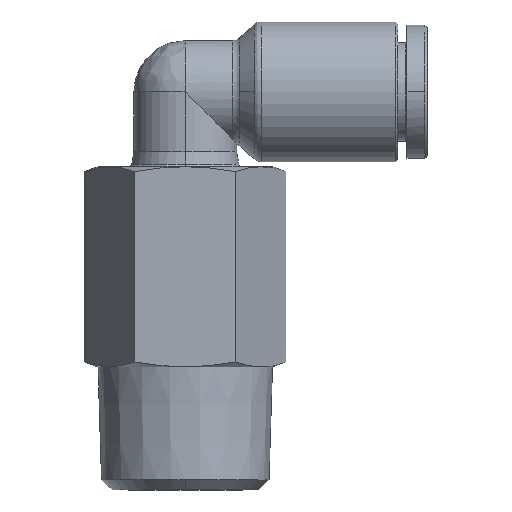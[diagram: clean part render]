
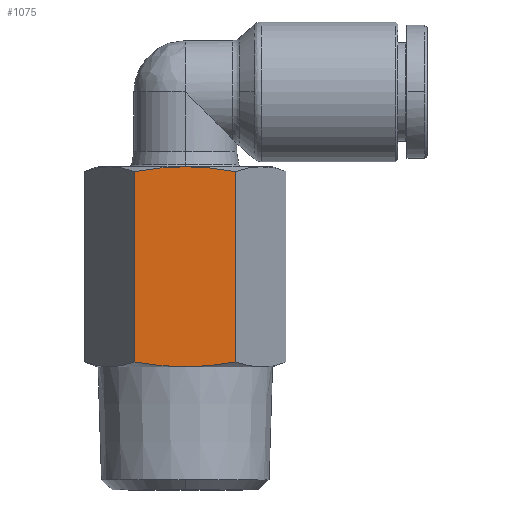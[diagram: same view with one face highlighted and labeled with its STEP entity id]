
A CAD part, front view. The second image highlights one B-rep face of the part: STEP entity #1075.
In plain terms, the highlighted planar face has unit normal (0, -1, 0).
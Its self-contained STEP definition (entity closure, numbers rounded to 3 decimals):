
#535 = ORIENTED_EDGE ( 'NONE', *, *, #9500, .F. ) ;
#590 = CARTESIAN_POINT ( 'NONE',  ( -7.472, -8.5, -7.3 ) ) ;
#1023 = VERTEX_POINT ( 'NONE', #14022 ) ;
#1053 = AXIS2_PLACEMENT_3D ( 'NONE', #3427, #9458, #8190 ) ;
#1064 = CARTESIAN_POINT ( 'NONE',  ( -4.19, -8.5, -26.59 ) ) ;
#1075 = ADVANCED_FACE ( 'NONE', ( #5803 ), #7037, .T. ) ;
#1356 = CARTESIAN_POINT ( 'NONE',  ( -4.19, -8.5, -7.51 ) ) ;
#1492 = EDGE_CURVE ( 'NONE', #12994, #2829, #10219, .T. ) ;
#1554 = ORIENTED_EDGE ( 'NONE', *, *, #10013, .T. ) ;
#1757 = CARTESIAN_POINT ( 'NONE',  ( -8.298, -8.5, -7.3 ) ) ;
#2183 = CARTESIAN_POINT ( 'NONE',  ( -12.38, -8.5, -26.321 ) ) ;
#2423 = CARTESIAN_POINT ( 'NONE',  ( -7.472, -8.5, -26.8 ) ) ;
#2480 = CARTESIAN_POINT ( 'NONE',  ( -3.376, -8.5, -26.469 ) ) ;
#2829 = VERTEX_POINT ( 'NONE', #10363 ) ;
#3427 = CARTESIAN_POINT ( 'NONE',  ( -2.565, -8.5, -26.8 ) ) ;
#3618 = ORIENTED_EDGE ( 'NONE', *, *, #12549, .F. ) ;
#3739 = DIRECTION ( 'NONE',  ( 0., 0., 1. ) ) ;
#3872 = VERTEX_POINT ( 'NONE', #14777 ) ;
#4159 = CARTESIAN_POINT ( 'NONE',  ( -10.755, -8.5, -7.51 ) ) ;
#5658 = EDGE_CURVE ( 'NONE', #6103, #3872, #10601, .T. ) ;
#5803 = FACE_OUTER_BOUND ( 'NONE', #14344, .T. ) ;
#6103 = VERTEX_POINT ( 'NONE', #8457 ) ;
#6201 = CARTESIAN_POINT ( 'NONE',  ( -6.647, -8.5, -7.3 ) ) ;
#6378 = CARTESIAN_POINT ( 'NONE',  ( -2.565, -8.5, -26.321 ) ) ;
#6379 = CARTESIAN_POINT ( 'NONE',  ( -12.38, -8.5, -7.779 ) ) ;
#6858 = CARTESIAN_POINT ( 'NONE',  ( -8.298, -8.5, -26.8 ) ) ;
#6957 = CARTESIAN_POINT ( 'NONE',  ( -5.825, -8.5, -26.755 ) ) ;
#7037 = PLANE ( 'NONE',  #1053 ) ;
#7585 = VECTOR ( 'NONE', #12117, 1000. ) ;
#7901 = B_SPLINE_CURVE_WITH_KNOTS ( 'NONE', 3,
 ( #13281, #9690, #1356, #8451, #6201, #10791 ),
 .UNSPECIFIED., .F., .F.,
 ( 4, 2, 4 ),
 ( 0., 0.002, 0.005 ),
 .UNSPECIFIED. ) ;
#8068 = CARTESIAN_POINT ( 'NONE',  ( -10.755, -8.5, -26.59 ) ) ;
#8190 = DIRECTION ( 'NONE',  ( 0., 0., -1. ) ) ;
#8451 = CARTESIAN_POINT ( 'NONE',  ( -5.825, -8.5, -7.345 ) ) ;
#8457 = CARTESIAN_POINT ( 'NONE',  ( -7.472, -8.5, -26.8 ) ) ;
#8535 = ORIENTED_EDGE ( 'NONE', *, *, #1492, .T. ) ;
#8651 = EDGE_CURVE ( 'NONE', #14932, #1023, #9426, .T. ) ;
#9227 = CARTESIAN_POINT ( 'NONE',  ( -7.472, -8.5, -26.8 ) ) ;
#9276 = CARTESIAN_POINT ( 'NONE',  ( -11.568, -8.5, -26.469 ) ) ;
#9426 = LINE ( 'NONE', #10658, #10903 ) ;
#9458 = DIRECTION ( 'NONE',  ( 0., -1., 0. ) ) ;
#9500 = EDGE_CURVE ( 'NONE', #14932, #6103, #14320, .T. ) ;
#9690 = CARTESIAN_POINT ( 'NONE',  ( -3.376, -8.5, -7.631 ) ) ;
#10013 = EDGE_CURVE ( 'NONE', #1023, #12994, #7901, .T. ) ;
#10219 = B_SPLINE_CURVE_WITH_KNOTS ( 'NONE', 3,
 ( #590, #1757, #14787, #4159, #12387, #6379 ),
 .UNSPECIFIED., .F., .F.,
 ( 4, 2, 4 ),
 ( 0., 0.002, 0.005 ),
 .UNSPECIFIED. ) ;
#10363 = CARTESIAN_POINT ( 'NONE',  ( -12.38, -8.5, -7.779 ) ) ;
#10481 = CARTESIAN_POINT ( 'NONE',  ( -7.472, -8.5, -7.3 ) ) ;
#10601 = B_SPLINE_CURVE_WITH_KNOTS ( 'NONE', 3,
 ( #9227, #6858, #12662, #8068, #9276, #2183 ),
 .UNSPECIFIED., .F., .F.,
 ( 4, 2, 4 ),
 ( 0., 0.002, 0.005 ),
 .UNSPECIFIED. ) ;
#10658 = CARTESIAN_POINT ( 'NONE',  ( -2.565, -8.5, -26.8 ) ) ;
#10791 = CARTESIAN_POINT ( 'NONE',  ( -7.472, -8.5, -7.3 ) ) ;
#10903 = VECTOR ( 'NONE', #3739, 1000. ) ;
#11770 = CARTESIAN_POINT ( 'NONE',  ( -2.565, -8.5, -26.321 ) ) ;
#12117 = DIRECTION ( 'NONE',  ( 0., 0., 1. ) ) ;
#12173 = CARTESIAN_POINT ( 'NONE',  ( -12.38, -8.5, -26.8 ) ) ;
#12387 = CARTESIAN_POINT ( 'NONE',  ( -11.568, -8.5, -7.631 ) ) ;
#12549 = EDGE_CURVE ( 'NONE', #3872, #2829, #13000, .T. ) ;
#12662 = CARTESIAN_POINT ( 'NONE',  ( -9.119, -8.5, -26.755 ) ) ;
#12994 = VERTEX_POINT ( 'NONE', #10481 ) ;
#13000 = LINE ( 'NONE', #12173, #7585 ) ;
#13281 = CARTESIAN_POINT ( 'NONE',  ( -2.565, -8.5, -7.779 ) ) ;
#13471 = ORIENTED_EDGE ( 'NONE', *, *, #5658, .F. ) ;
#13862 = ORIENTED_EDGE ( 'NONE', *, *, #8651, .T. ) ;
#14022 = CARTESIAN_POINT ( 'NONE',  ( -2.565, -8.5, -7.779 ) ) ;
#14153 = CARTESIAN_POINT ( 'NONE',  ( -6.647, -8.5, -26.8 ) ) ;
#14320 = B_SPLINE_CURVE_WITH_KNOTS ( 'NONE', 3,
 ( #11770, #2480, #1064, #6957, #14153, #2423 ),
 .UNSPECIFIED., .F., .F.,
 ( 4, 2, 4 ),
 ( 0., 0.002, 0.005 ),
 .UNSPECIFIED. ) ;
#14344 = EDGE_LOOP ( 'NONE', ( #8535, #3618, #13471, #535, #13862, #1554 ) ) ;
#14777 = CARTESIAN_POINT ( 'NONE',  ( -12.38, -8.5, -26.321 ) ) ;
#14787 = CARTESIAN_POINT ( 'NONE',  ( -9.119, -8.5, -7.345 ) ) ;
#14932 = VERTEX_POINT ( 'NONE', #6378 ) ;
